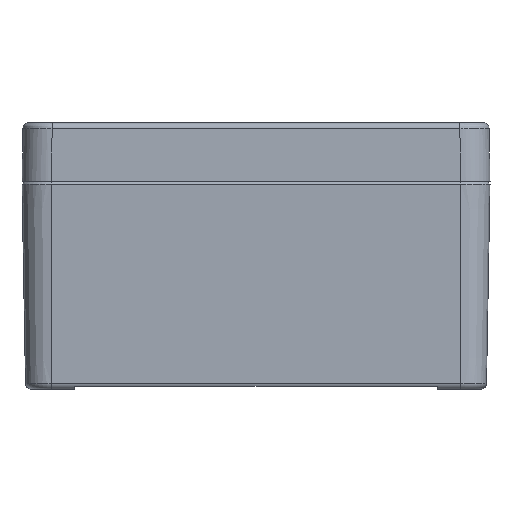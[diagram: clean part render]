
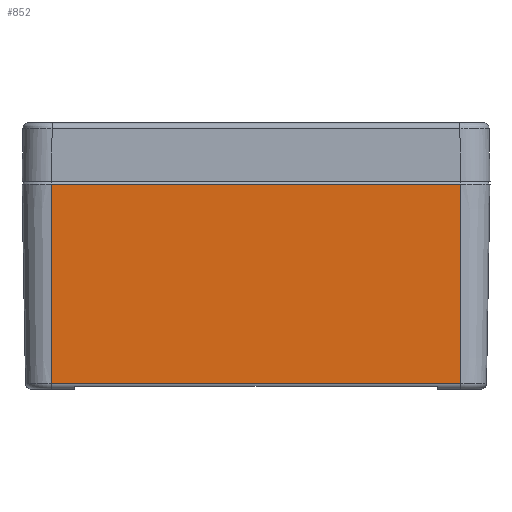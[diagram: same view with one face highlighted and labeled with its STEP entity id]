
A CAD part, front view. The second image highlights one B-rep face of the part: STEP entity #852.
In plain terms, the highlighted planar face has unit normal (0, -1, -0.018).
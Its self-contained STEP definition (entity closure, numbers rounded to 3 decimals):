
#825=AXIS2_PLACEMENT_3D('Plane Axis2P3D',#822,#823,#824) ;
#222=CARTESIAN_POINT('Vertex',(150.,1.188,1.965)) ;
#225=CARTESIAN_POINT('Line Origine',(80.,1.188,1.965)) ;
#229=CARTESIAN_POINT('Vertex',(10.,1.188,1.965)) ;
#822=CARTESIAN_POINT('Axis2P3D Location',(80.,0.,70.)) ;
#827=CARTESIAN_POINT('Line Origine',(150.,0.611,35.)) ;
#831=CARTESIAN_POINT('Vertex',(150.,0.,70.)) ;
#834=CARTESIAN_POINT('Line Origine',(80.,0.,70.)) ;
#838=CARTESIAN_POINT('Vertex',(10.,0.,70.)) ;
#841=CARTESIAN_POINT('Line Origine',(10.,0.611,35.)) ;
#226=DIRECTION('Vector Direction',(1.,0.,0.)) ;
#823=DIRECTION('Axis2P3D Direction',(0.,1.,0.017)) ;
#824=DIRECTION('Axis2P3D XDirection',(-1.,0.,0.)) ;
#828=DIRECTION('Vector Direction',(0.,-0.017,1.)) ;
#835=DIRECTION('Vector Direction',(-1.,0.,0.)) ;
#842=DIRECTION('Vector Direction',(0.,-0.017,1.)) ;
#227=VECTOR('Line Direction',#226,1.) ;
#829=VECTOR('Line Direction',#828,1.) ;
#836=VECTOR('Line Direction',#835,1.) ;
#843=VECTOR('Line Direction',#842,1.) ;
#847=ORIENTED_EDGE('',*,*,#231,.F.) ;
#848=ORIENTED_EDGE('',*,*,#833,.F.) ;
#849=ORIENTED_EDGE('',*,*,#840,.F.) ;
#850=ORIENTED_EDGE('',*,*,#845,.T.) ;
#852=ADVANCED_FACE('Body',(#851),#826,.F.) ;
#231=EDGE_CURVE('',#223,#230,#228,.F.) ;
#833=EDGE_CURVE('',#832,#223,#830,.F.) ;
#840=EDGE_CURVE('',#839,#832,#837,.F.) ;
#845=EDGE_CURVE('',#839,#230,#844,.F.) ;
#846=EDGE_LOOP('',(#847,#848,#849,#850)) ;
#851=FACE_OUTER_BOUND('',#846,.T.) ;
#228=LINE('Line',#225,#227) ;
#830=LINE('Line',#827,#829) ;
#837=LINE('Line',#834,#836) ;
#844=LINE('Line',#841,#843) ;
#826=PLANE('',#825) ;
#223=VERTEX_POINT('',#222) ;
#230=VERTEX_POINT('',#229) ;
#832=VERTEX_POINT('',#831) ;
#839=VERTEX_POINT('',#838) ;
